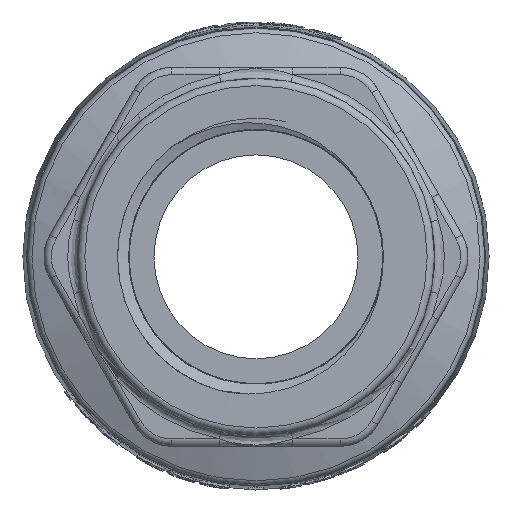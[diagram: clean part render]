
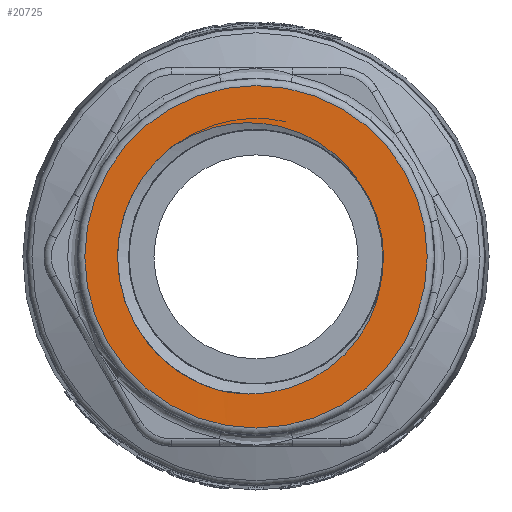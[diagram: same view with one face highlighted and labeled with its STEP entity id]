
A CAD part, front view. The second image highlights one B-rep face of the part: STEP entity #20725.
In plain terms, the highlighted planar face has unit normal (0, -1, 0).
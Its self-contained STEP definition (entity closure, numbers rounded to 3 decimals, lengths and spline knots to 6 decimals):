
#153=PLANE('',#21940);
#1079=FACE_BOUND('',#2585,.T.);
#1379=FACE_OUTER_BOUND('',#2584,.T.);
#2584=EDGE_LOOP('',(#14328,#14329));
#2585=EDGE_LOOP('',(#14330,#14331,#14332,#14333,#14334,#14335));
#4490=B_SPLINE_CURVE_WITH_KNOTS('',3,(#140493,#140494,#140495,#140496,#140497,
#140498),.UNSPECIFIED.,.F.,.F.,(4,2,4),(0.,0.213257,
0.42868),.UNSPECIFIED.);
#4492=B_SPLINE_CURVE_WITH_KNOTS('',3,(#143092,#143093,#143094,#143095,#143096,
#143097,#143098,#143099,#143100,#143101,#143102,#143103),.UNSPECIFIED.,
 .F.,.F.,(4,2,2,2,2,4),(0.000003,0.379787,0.785008,
1.061501,1.173496,1.283943),.UNSPECIFIED.);
#4493=B_SPLINE_CURVE_WITH_KNOTS('',3,(#143104,#143105,#143106,#143107,#143108,
#143109,#143110,#143111,#143112,#143113,#143114,#143115),.UNSPECIFIED.,
 .F.,.F.,(4,2,2,2,2,4),(0.000001,0.182735,0.36691,
0.724228,0.967854,1.153252),.UNSPECIFIED.);
#5192=CIRCLE('',#21793,0.0095);
#5193=CIRCLE('',#21795,0.0095);
#5263=CIRCLE('',#21941,0.01175);
#5264=CIRCLE('',#21942,0.01175);
#5265=CIRCLE('',#21943,0.020565);
#7796=VERTEX_POINT('',#26054);
#7797=VERTEX_POINT('',#26056);
#7800=VERTEX_POINT('',#26075);
#8849=VERTEX_POINT('',#137903);
#8850=VERTEX_POINT('',#140492);
#8851=VERTEX_POINT('',#143086);
#8852=VERTEX_POINT('',#143087);
#8853=VERTEX_POINT('',#143090);
#9859=EDGE_CURVE('',#7797,#7796,#5192,.T.);
#9863=EDGE_CURVE('',#7796,#7800,#5193,.T.);
#11032=EDGE_CURVE('',#8849,#8850,#4490,.T.);
#11034=EDGE_CURVE('',#8851,#8852,#5263,.T.);
#11035=EDGE_CURVE('',#8852,#8851,#5264,.T.);
#11036=EDGE_CURVE('',#8853,#7797,#5265,.T.);
#11037=EDGE_CURVE('',#7800,#8850,#4492,.T.);
#11038=EDGE_CURVE('',#8849,#8853,#4493,.T.);
#14328=ORIENTED_EDGE('',*,*,#11034,.T.);
#14329=ORIENTED_EDGE('',*,*,#11035,.T.);
#14330=ORIENTED_EDGE('',*,*,#11036,.T.);
#14331=ORIENTED_EDGE('',*,*,#9859,.T.);
#14332=ORIENTED_EDGE('',*,*,#9863,.T.);
#14333=ORIENTED_EDGE('',*,*,#11037,.T.);
#14334=ORIENTED_EDGE('',*,*,#11032,.F.);
#14335=ORIENTED_EDGE('',*,*,#11038,.T.);
#20725=ADVANCED_FACE('',(#1379,#1079),#153,.T.);
#21793=AXIS2_PLACEMENT_3D('',#26057,#22852,#22853);
#21795=AXIS2_PLACEMENT_3D('',#26131,#22857,#22858);
#21940=AXIS2_PLACEMENT_3D('',#143085,#23377,#23378);
#21941=AXIS2_PLACEMENT_3D('',#143088,#23379,#23380);
#21942=AXIS2_PLACEMENT_3D('',#143089,#23381,#23382);
#21943=AXIS2_PLACEMENT_3D('',#143091,#23383,#23384);
#22852=DIRECTION('center_axis',(0.,1.,0.));
#22853=DIRECTION('ref_axis',(-0.607,0.,0.794));
#22857=DIRECTION('center_axis',(0.,1.,0.));
#22858=DIRECTION('ref_axis',(-0.607,0.,0.794));
#23377=DIRECTION('center_axis',(0.,-1.,0.));
#23378=DIRECTION('ref_axis',(0.,0.,1.));
#23379=DIRECTION('center_axis',(0.,-1.,0.));
#23380=DIRECTION('ref_axis',(0.,0.,
-1.));
#23381=DIRECTION('center_axis',(0.,-1.,0.));
#23382=DIRECTION('ref_axis',(0.,0.,
-1.));
#23383=DIRECTION('center_axis',(0.205,0.455,0.867));
#23384=DIRECTION('ref_axis',(-0.097,0.891,-0.444));
#26054=CARTESIAN_POINT('',(-0.0095,-0.052977,0.));
#26056=CARTESIAN_POINT('',(-0.002482,-0.052967,-0.009179));
#26057=CARTESIAN_POINT('Origin',(0.,-0.052977,
0.));
#26075=CARTESIAN_POINT('',(-0.005771,-0.052977,0.007546));
#26131=CARTESIAN_POINT('Origin',(0.,-0.052977,
0.));
#137903=CARTESIAN_POINT('',(0.008592,-0.052977,-0.001657));
#140492=CARTESIAN_POINT('',(0.006986,-0.052977,0.00527));
#140493=CARTESIAN_POINT('Ctrl Pts',(0.008592,-0.052977,
-0.001657));
#140494=CARTESIAN_POINT('Ctrl Pts',(0.008688,-0.052977,
-0.000953));
#140495=CARTESIAN_POINT('Ctrl Pts',(0.008835,-0.052977,
0.000366));
#140496=CARTESIAN_POINT('Ctrl Pts',(0.008089,-0.052977,
0.003576));
#140497=CARTESIAN_POINT('Ctrl Pts',(0.007362,-0.052977,
0.00471));
#140498=CARTESIAN_POINT('Ctrl Pts',(0.006986,-0.052977,
0.00527));
#143085=CARTESIAN_POINT('Origin',(0.,-0.052977,0.));
#143086=CARTESIAN_POINT('',(0.,-0.052977,-0.01175));
#143087=CARTESIAN_POINT('',(0.,-0.052977,0.01175));
#143088=CARTESIAN_POINT('Origin',(0.,-0.052977,0.));
#143089=CARTESIAN_POINT('Origin',(0.,-0.052977,0.));
#143090=CARTESIAN_POINT('',(-0.001877,-0.052977,-0.009314));
#143091=CARTESIAN_POINT('Origin',(-0.000486,-0.071279,
-0.000039));
#143092=CARTESIAN_POINT('Ctrl Pts',(-0.005771,-0.052977,
0.007546));
#143093=CARTESIAN_POINT('Ctrl Pts',(-0.004729,-0.052977,
0.008265));
#143094=CARTESIAN_POINT('Ctrl Pts',(-0.003624,-0.052977,
0.008722));
#143095=CARTESIAN_POINT('Ctrl Pts',(-0.001321,-0.052977,
0.009243));
#143096=CARTESIAN_POINT('Ctrl Pts',(-0.000106,-0.052977,
0.009274));
#143097=CARTESIAN_POINT('Ctrl Pts',(0.001906,-0.052977,
0.008925));
#143098=CARTESIAN_POINT('Ctrl Pts',(0.003106,-0.052977,
0.00861));
#143099=CARTESIAN_POINT('Ctrl Pts',(0.004899,-0.052977,
0.007471));
#143100=CARTESIAN_POINT('Ctrl Pts',(0.005383,-0.052977,
0.007089));
#143101=CARTESIAN_POINT('Ctrl Pts',(0.006256,-0.052977,
0.006241));
#143102=CARTESIAN_POINT('Ctrl Pts',(0.006646,-0.052977,
0.005775));
#143103=CARTESIAN_POINT('Ctrl Pts',(0.006986,-0.052977,
0.00527));
#143104=CARTESIAN_POINT('Ctrl Pts',(0.008592,-0.052977,
-0.001657));
#143105=CARTESIAN_POINT('Ctrl Pts',(0.00851,-0.052977,
-0.002261));
#143106=CARTESIAN_POINT('Ctrl Pts',(0.008365,-0.052977,
-0.00285));
#143107=CARTESIAN_POINT('Ctrl Pts',(0.007952,-0.052977,
-0.004001));
#143108=CARTESIAN_POINT('Ctrl Pts',(0.007684,-0.052977,
-0.004558));
#143109=CARTESIAN_POINT('Ctrl Pts',(0.00674,-0.052977,
-0.006096));
#143110=CARTESIAN_POINT('Ctrl Pts',(0.005927,-0.052977,
-0.006969));
#143111=CARTESIAN_POINT('Ctrl Pts',(0.004307,-0.052977,
-0.008141));
#143112=CARTESIAN_POINT('Ctrl Pts',(0.003221,-0.052977,
-0.008802));
#143113=CARTESIAN_POINT('Ctrl Pts',(0.000527,-0.052977,
-0.00944));
#143114=CARTESIAN_POINT('Ctrl Pts',(-0.000692,-0.052977,
-0.009492));
#143115=CARTESIAN_POINT('Ctrl Pts',(-0.001877,-0.052977,
-0.009314));
